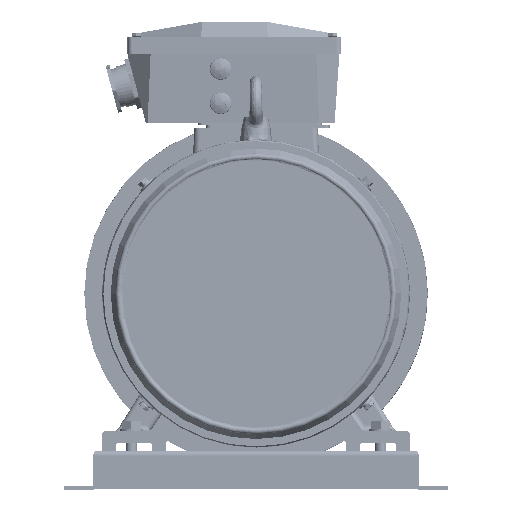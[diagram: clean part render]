
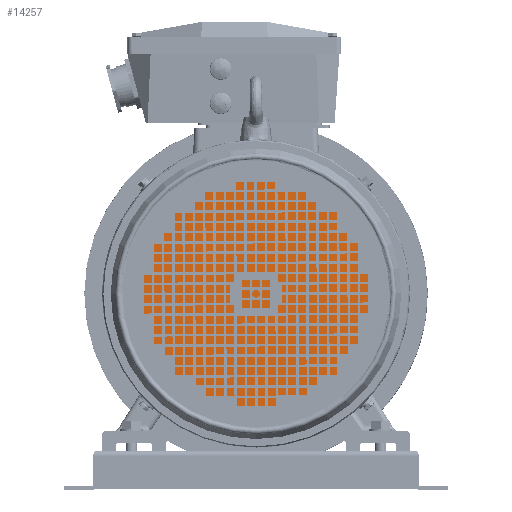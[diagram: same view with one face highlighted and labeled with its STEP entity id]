
A CAD part, front view. The second image highlights one B-rep face of the part: STEP entity #14257.
In plain terms, the highlighted face is planar.
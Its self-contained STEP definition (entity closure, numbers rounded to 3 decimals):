
#8535=FACE_OUTER_BOUND('',#48028,.T.);
#14257=ADVANCED_FACE('',(#8535),#18214,.F.);
#18214=PLANE('',#113633);
#48028=EDGE_LOOP('',(#76858,#76859));
#76858=ORIENTED_EDGE('',*,*,#101773,.T.);
#76859=ORIENTED_EDGE('',*,*,#101776,.T.);
#87216=VERTEX_POINT('',#194051);
#87217=VERTEX_POINT('',#194052);
#101773=EDGE_CURVE('',#87216,#87217,#105122,.T.);
#101776=EDGE_CURVE('',#87217,#87216,#105123,.T.);
#105122=CIRCLE('',#113607,146.654);
#105123=CIRCLE('',#113609,146.654);
#113607=AXIS2_PLACEMENT_3D('',#194050,#140632,#140633);
#113609=AXIS2_PLACEMENT_3D('',#194056,#140638,#140639);
#113633=AXIS2_PLACEMENT_3D('',#194587,#140689,#140690);
#140632=DIRECTION('',(0.,0.,1.));
#140633=DIRECTION('',(-1.,0.,0.));
#140638=DIRECTION('',(0.,0.,1.));
#140639=DIRECTION('',(-1.,0.,0.));
#140689=DIRECTION('',(0.,0.,-1.));
#140690=DIRECTION('',(-1.,0.,0.));
#194050=CARTESIAN_POINT('',(0.,0.,
1248.88));
#194051=CARTESIAN_POINT('',(-0.48,146.653,1248.88));
#194052=CARTESIAN_POINT('',(0.48,-146.653,1248.88));
#194056=CARTESIAN_POINT('',(0.,0.,
1248.88));
#194587=CARTESIAN_POINT('',(0.,0.,
1248.88));
